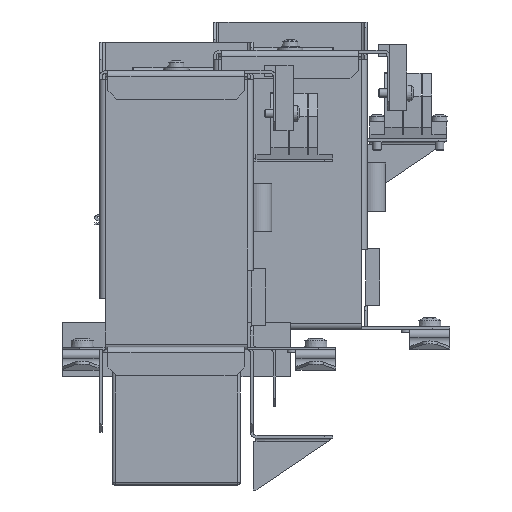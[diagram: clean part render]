
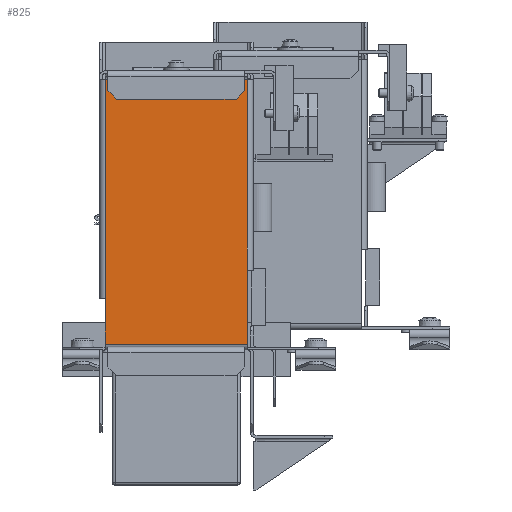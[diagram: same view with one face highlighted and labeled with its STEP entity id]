
A CAD part, front view. The second image highlights one B-rep face of the part: STEP entity #825.
In plain terms, the highlighted planar face has unit normal (0, -1, 0).
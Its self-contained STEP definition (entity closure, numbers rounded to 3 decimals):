
#825 = ADVANCED_FACE( '', ( #2392 ), #2393, .T. );
#2392 = FACE_OUTER_BOUND( '', #4554, .T. );
#2393 = PLANE( '', #4555 );
#4554 = EDGE_LOOP( '', ( #7264, #7265, #7266, #7267, #7268, #7269 ) );
#4555 = AXIS2_PLACEMENT_3D( '', #7270, #7271, #7272 );
#7264 = ORIENTED_EDGE( '', *, *, #11670, .T. );
#7265 = ORIENTED_EDGE( '', *, *, #11671, .T. );
#7266 = ORIENTED_EDGE( '', *, *, #11672, .T. );
#7267 = ORIENTED_EDGE( '', *, *, #11673, .F. );
#7268 = ORIENTED_EDGE( '', *, *, #11674, .F. );
#7269 = ORIENTED_EDGE( '', *, *, #11675, .F. );
#7270 = CARTESIAN_POINT( '', ( -25., -46.5, 95. ) );
#7271 = DIRECTION( '', ( 0., -1., 0. ) );
#7272 = DIRECTION( '', ( 0., 0., -1. ) );
#11670 = EDGE_CURVE( '', #13556, #13557, #13558, .F. );
#11671 = EDGE_CURVE( '', #13557, #13266, #13559, .F. );
#11672 = EDGE_CURVE( '', #13266, #13560, #13561, .T. );
#11673 = EDGE_CURVE( '', #13562, #13560, #13563, .F. );
#11674 = EDGE_CURVE( '', #13564, #13562, #13565, .T. );
#11675 = EDGE_CURVE( '', #13556, #13564, #13566, .F. );
#13266 = VERTEX_POINT( '', #15853 );
#13556 = VERTEX_POINT( '', #16263 );
#13557 = VERTEX_POINT( '', #16264 );
#13558 = LINE( '', #16265, #16266 );
#13559 = LINE( '', #16267, #16268 );
#13560 = VERTEX_POINT( '', #16269 );
#13561 = LINE( '', #16270, #16271 );
#13562 = VERTEX_POINT( '', #16272 );
#13563 = LINE( '', #16273, #16274 );
#13564 = VERTEX_POINT( '', #16275 );
#13565 = LINE( '', #16276, #16277 );
#13566 = LINE( '', #16278, #16279 );
#15853 = CARTESIAN_POINT( '', ( -25., -46.5, 95. ) );
#16263 = CARTESIAN_POINT( '', ( 25., -46.5, 28. ) );
#16264 = CARTESIAN_POINT( '', ( 25., -46.5, 95. ) );
#16265 = CARTESIAN_POINT( '', ( 25., -46.5, 95. ) );
#16266 = VECTOR( '', #19997, 1000. );
#16267 = CARTESIAN_POINT( '', ( -25., -46.5, 95. ) );
#16268 = VECTOR( '', #19998, 1000. );
#16269 = CARTESIAN_POINT( '', ( -25., -46.5, 18. ) );
#16270 = CARTESIAN_POINT( '', ( -25., -46.5, 95. ) );
#16271 = VECTOR( '', #19999, 1000. );
#16272 = CARTESIAN_POINT( '', ( -25., -46.5, 2. ) );
#16273 = CARTESIAN_POINT( '', ( -25., -46.5, 2. ) );
#16274 = VECTOR( '', #20000, 1000. );
#16275 = CARTESIAN_POINT( '', ( 25., -46.5, 2. ) );
#16276 = CARTESIAN_POINT( '', ( 25., -46.5, 2. ) );
#16277 = VECTOR( '', #20001, 1000. );
#16278 = CARTESIAN_POINT( '', ( 25., -46.5, -0.012 ) );
#16279 = VECTOR( '', #20002, 1000. );
#19997 = DIRECTION( '', ( 0., 0., -1. ) );
#19998 = DIRECTION( '', ( 1., 0., 0. ) );
#19999 = DIRECTION( '', ( 0., 0., -1. ) );
#20000 = DIRECTION( '', ( 0., 0., -1. ) );
#20001 = DIRECTION( '', ( -1., 0., 0. ) );
#20002 = DIRECTION( '', ( 0., 0., 1. ) );
